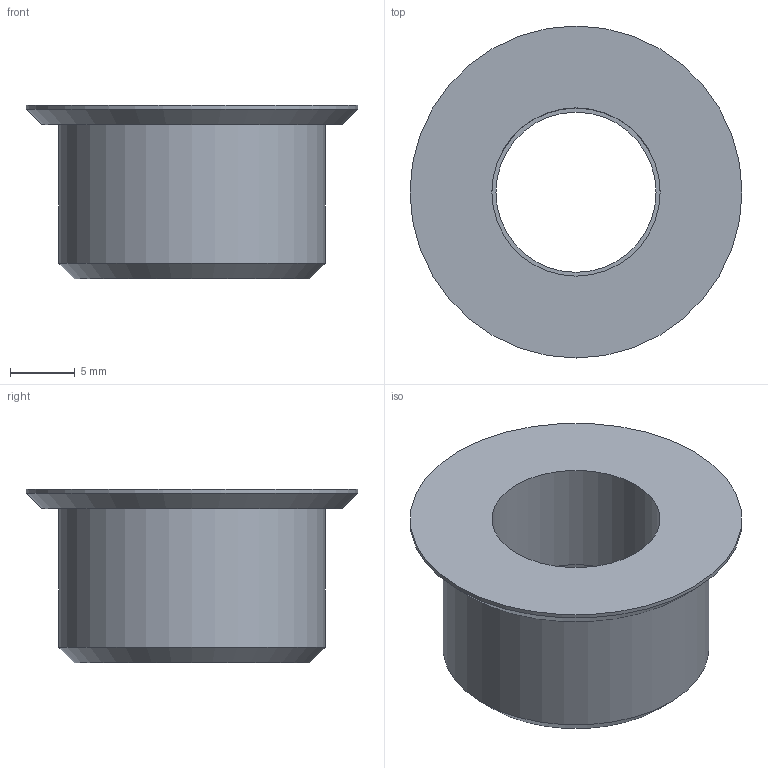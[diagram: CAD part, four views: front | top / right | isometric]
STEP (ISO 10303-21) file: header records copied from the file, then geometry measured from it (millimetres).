
FILE_DESCRIPTION(('FreeCAD Model'),'2;1');
FILE_NAME('Open CASCADE Shape Model','2025-06-05T20:11:45',(''),(''), 'Open CASCADE STEP processor 7.6','FreeCAD','Unknown');
FILE_SCHEMA(('AUTOMOTIVE_DESIGN { 1 0 10303 214 1 1 1 1 }'));
Length unit declared in the file: millimetre
Products named in the file (1): FilterSocket
Bounding box: 25.7 x 25.7 x 13.44 mm (x, y, z)
Volume: 2766.7 mm3; surface area: 2177.6 mm2
Topology: 1 solids, 1 shells, 13 faces, 21 edges, 13 vertices
Faces by surface type: cylinder 5, plane 5, cone 3
Full cylindrical faces by diameter (mm): 12.4 x1, 13.02 x1, 14.4 x1, 20.6 x1, 25.7 x1
Entity records: 621 total; most frequent: CARTESIAN_POINT 126, DIRECTION 98, ORIENTED_EDGE 42, PCURVE 42, DEFINITIONAL_REPRESENTATION 42, LINE 40, VECTOR 40, AXIS2_PLACEMENT_3D 27
